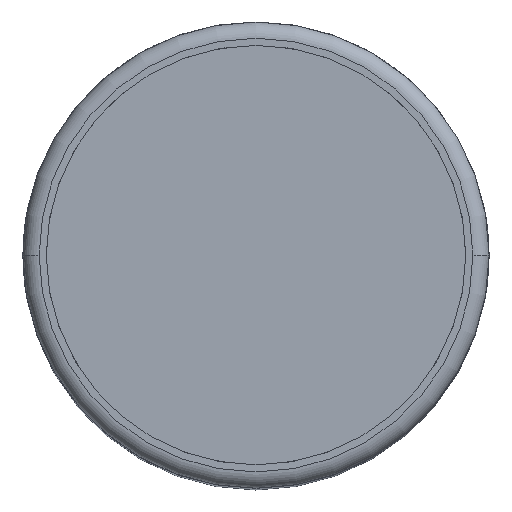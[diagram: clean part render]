
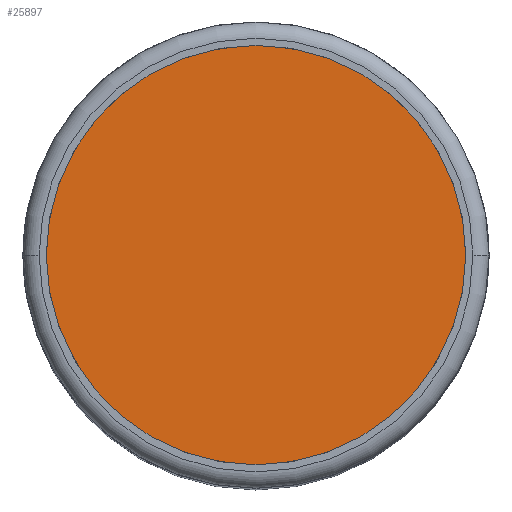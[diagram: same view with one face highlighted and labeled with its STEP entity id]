
A CAD part, top view. The second image highlights one B-rep face of the part: STEP entity #25897.
In plain terms, the highlighted planar face has unit normal (0, 0, 1).
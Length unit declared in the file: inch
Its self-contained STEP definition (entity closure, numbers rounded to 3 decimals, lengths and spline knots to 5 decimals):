
#24565=DIRECTION('',(0.866,0.5,0.));
#24566=VECTOR('',#24565,0.03971);
#24567=CARTESIAN_POINT('',(1.34687,1.64364,0.));
#24568=LINE('',#24567,#24566);
#24588=CARTESIAN_POINT('',(0.,0.00001,0.));
#24589=DIRECTION('',(0.,0.,1.));
#24590=DIRECTION('',(0.986,0.169,0.));
#24591=AXIS2_PLACEMENT_3D('',#24588,#24589,#24590);
#24599=DIRECTION('',(0.866,0.5,0.));
#24600=VECTOR('',#24599,0.03972);
#24601=CARTESIAN_POINT('',(2.09687,0.3446,0.));
#24602=LINE('',#24601,#24600);
#24603=CARTESIAN_POINT('',(0.,0.,0.));
#24604=DIRECTION('',(0.,0.,1.));
#24605=DIRECTION('',(1.,0.,0.));
#24606=AXIS2_PLACEMENT_3D('',#24603,#24604,#24605);
#24608=CARTESIAN_POINT('',(0.,0.,0.));
#24609=DIRECTION('',(0.,0.,1.));
#24610=DIRECTION('',(0.987,-0.162,0.));
#24611=AXIS2_PLACEMENT_3D('',#24608,#24609,#24610);
#24613=DIRECTION('',(0.866,-0.5,0.));
#24614=VECTOR('',#24613,0.03971);
#24615=CARTESIAN_POINT('',(1.34687,-1.64364,0.));
#24616=LINE('',#24615,#24614);
#24617=CARTESIAN_POINT('',(0.,0.,0.));
#24618=DIRECTION('',(0.,0.,1.));
#24619=DIRECTION('',(0.353,-0.936,0.));
#24620=AXIS2_PLACEMENT_3D('',#24617,#24618,#24619);
#24622=DIRECTION('',(0.,-1.,0.));
#24623=VECTOR('',#24622,0.03971);
#24624=CARTESIAN_POINT('',(-0.75,-1.98825,0.));
#24625=LINE('',#24624,#24623);
#24626=CARTESIAN_POINT('',(0.,0.,0.));
#24627=DIRECTION('',(0.,0.,1.));
#24628=DIRECTION('',(-0.634,-0.773,0.));
#24629=AXIS2_PLACEMENT_3D('',#24626,#24627,#24628);
#24631=DIRECTION('',(-0.866,-0.5,0.));
#24632=VECTOR('',#24631,0.03972);
#24633=CARTESIAN_POINT('',(-2.09687,-0.3446,0.));
#24634=LINE('',#24633,#24632);
#24635=CARTESIAN_POINT('',(0.,0.,0.));
#24636=DIRECTION('',(0.,0.,1.));
#24637=DIRECTION('',(-1.,0.,0.));
#24638=AXIS2_PLACEMENT_3D('',#24635,#24636,#24637);
#24640=CARTESIAN_POINT('',(0.,0.,0.));
#24641=DIRECTION('',(0.,0.,1.));
#24642=DIRECTION('',(-0.987,0.162,0.));
#24643=AXIS2_PLACEMENT_3D('',#24640,#24641,#24642);
#24645=DIRECTION('',(-0.866,0.5,0.));
#24646=VECTOR('',#24645,0.03971);
#24647=CARTESIAN_POINT('',(-1.34687,1.64364,0.));
#24648=LINE('',#24647,#24646);
#24649=CARTESIAN_POINT('',(0.,0.,0.));
#24650=DIRECTION('',(0.,0.,1.));
#24651=DIRECTION('',(-0.353,0.936,0.));
#24652=AXIS2_PLACEMENT_3D('',#24649,#24650,#24651);
#24654=DIRECTION('',(0.,1.,0.));
#24655=VECTOR('',#24654,0.03971);
#24656=CARTESIAN_POINT('',(0.75,1.98825,0.));
#24657=LINE('',#24656,#24655);
#24658=CARTESIAN_POINT('',(0.,0.,0.));
#24659=DIRECTION('',(0.,0.,1.));
#24660=DIRECTION('',(0.634,0.773,0.));
#24661=AXIS2_PLACEMENT_3D('',#24658,#24659,#24660);
#24721=DIRECTION('',(0.866,-0.5,0.));
#24722=VECTOR('',#24721,0.03971);
#24723=CARTESIAN_POINT('',(2.09687,-0.3446,0.));
#24724=LINE('',#24723,#24722);
#24744=CARTESIAN_POINT('',(-0.00001,0.,0.));
#24745=DIRECTION('',(0.,0.,1.));
#24746=DIRECTION('',(0.639,-0.769,0.));
#24747=AXIS2_PLACEMENT_3D('',#24744,#24745,#24746);
#24809=DIRECTION('',(-0.866,-0.5,0.));
#24810=VECTOR('',#24809,0.03971);
#24811=CARTESIAN_POINT('',(-1.34687,-1.64364,0.));
#24812=LINE('',#24811,#24810);
#24832=CARTESIAN_POINT('',(0.,-0.00001,0.));
#24833=DIRECTION('',(0.,0.,1.));
#24834=DIRECTION('',(-0.986,-0.169,0.));
#24835=AXIS2_PLACEMENT_3D('',#24832,#24833,#24834);
#24897=DIRECTION('',(0.,-1.,0.));
#24898=VECTOR('',#24897,0.03971);
#24899=CARTESIAN_POINT('',(0.75,-1.98825,0.));
#24900=LINE('',#24899,#24898);
#24920=CARTESIAN_POINT('',(0.,0.,0.));
#24921=DIRECTION('',(0.,0.,1.));
#24922=DIRECTION('',(-0.347,-0.938,0.));
#24923=AXIS2_PLACEMENT_3D('',#24920,#24921,#24922);
#24939=DIRECTION('',(-0.866,0.5,0.));
#24940=VECTOR('',#24939,0.03971);
#24941=CARTESIAN_POINT('',(-2.09687,0.3446,0.));
#24942=LINE('',#24941,#24940);
#24962=CARTESIAN_POINT('',(0.00001,0.,0.));
#24963=DIRECTION('',(0.,0.,1.));
#24964=DIRECTION('',(-0.639,0.769,0.));
#24965=AXIS2_PLACEMENT_3D('',#24962,#24963,#24964);
#25027=DIRECTION('',(0.,1.,0.));
#25028=VECTOR('',#25027,0.03971);
#25029=CARTESIAN_POINT('',(-0.75,1.98825,0.));
#25030=LINE('',#25029,#25028);
#25050=CARTESIAN_POINT('',(0.,0.,0.));
#25051=DIRECTION('',(0.,0.,1.));
#25052=DIRECTION('',(0.347,0.938,0.));
#25053=AXIS2_PLACEMENT_3D('',#25050,#25051,#25052);
#25184=CARTESIAN_POINT('',(2.125,0.,0.));
#25185=VERTEX_POINT('',#25184);
#25186=CARTESIAN_POINT('',(-2.125,0.,0.));
#25187=VERTEX_POINT('',#25186);
#25196=CARTESIAN_POINT('',(-0.75,1.98825,0.));
#25197=CARTESIAN_POINT('',(-1.34687,1.64364,0.));
#25198=VERTEX_POINT('',#25196);
#25199=VERTEX_POINT('',#25197);
#25200=CARTESIAN_POINT('',(-2.09687,0.3446,0.));
#25201=VERTEX_POINT('',#25200);
#25206=CARTESIAN_POINT('',(-2.09687,-0.3446,0.));
#25207=VERTEX_POINT('',#25206);
#25212=CARTESIAN_POINT('',(-1.34687,-1.64364,0.));
#25213=CARTESIAN_POINT('',(-0.75,-1.98825,0.));
#25214=VERTEX_POINT('',#25212);
#25215=VERTEX_POINT('',#25213);
#25220=CARTESIAN_POINT('',(0.75,-1.98825,0.));
#25221=CARTESIAN_POINT('',(1.34687,-1.64364,0.));
#25222=VERTEX_POINT('',#25220);
#25223=VERTEX_POINT('',#25221);
#25224=CARTESIAN_POINT('',(2.09687,-0.3446,0.));
#25225=VERTEX_POINT('',#25224);
#25230=CARTESIAN_POINT('',(2.09687,0.3446,0.));
#25231=VERTEX_POINT('',#25230);
#25232=CARTESIAN_POINT('',(1.34687,1.64364,0.));
#25233=CARTESIAN_POINT('',(0.75,1.98825,0.));
#25234=VERTEX_POINT('',#25232);
#25235=VERTEX_POINT('',#25233);
#25236=CARTESIAN_POINT('',(0.75,2.02796,
0.));
#25237=VERTEX_POINT('',#25236);
#25238=CARTESIAN_POINT('',(-0.75,2.02796,
0.));
#25239=VERTEX_POINT('',#25238);
#25246=CARTESIAN_POINT('',(-1.38126,1.6635,
0.));
#25247=VERTEX_POINT('',#25246);
#25248=CARTESIAN_POINT('',(-2.13127,0.36446,
0.));
#25249=VERTEX_POINT('',#25248);
#25250=CARTESIAN_POINT('',(-2.13127,-0.36446,
0.));
#25251=VERTEX_POINT('',#25250);
#25252=CARTESIAN_POINT('',(-1.38127,-1.6635,
0.));
#25253=VERTEX_POINT('',#25252);
#25254=CARTESIAN_POINT('',(-0.75,-2.02796,
0.));
#25255=VERTEX_POINT('',#25254);
#25256=CARTESIAN_POINT('',(0.75,-2.02796,
0.));
#25257=VERTEX_POINT('',#25256);
#25258=CARTESIAN_POINT('',(1.38126,-1.6635,
0.));
#25259=VERTEX_POINT('',#25258);
#25260=CARTESIAN_POINT('',(2.13127,-0.36446,
0.));
#25261=VERTEX_POINT('',#25260);
#25262=CARTESIAN_POINT('',(2.13127,0.36446,
0.));
#25263=VERTEX_POINT('',#25262);
#25264=CARTESIAN_POINT('',(1.38127,1.6635,
0.));
#25265=VERTEX_POINT('',#25264);
#25845=CARTESIAN_POINT('',(0.,0.,0.));
#25846=DIRECTION('',(0.,0.,1.));
#25847=DIRECTION('',(1.,0.,0.));
#25848=AXIS2_PLACEMENT_3D('',#25845,#25846,#25847);
#25849=PLANE('',#25848);
#25850=ORIENTED_EDGE('',*,*,#25839,.F.);
#25851=ORIENTED_EDGE('',*,*,#25793,.F.);
#25852=ORIENTED_EDGE('',*,*,#25760,.F.);
#25854=ORIENTED_EDGE('',*,*,#25853,.F.);
#25856=ORIENTED_EDGE('',*,*,#25855,.T.);
#25858=ORIENTED_EDGE('',*,*,#25857,.F.);
#25860=ORIENTED_EDGE('',*,*,#25859,.F.);
#25862=ORIENTED_EDGE('',*,*,#25861,.F.);
#25864=ORIENTED_EDGE('',*,*,#25863,.T.);
#25866=ORIENTED_EDGE('',*,*,#25865,.F.);
#25868=ORIENTED_EDGE('',*,*,#25867,.F.);
#25870=ORIENTED_EDGE('',*,*,#25869,.F.);
#25872=ORIENTED_EDGE('',*,*,#25871,.T.);
#25874=ORIENTED_EDGE('',*,*,#25873,.F.);
#25876=ORIENTED_EDGE('',*,*,#25875,.F.);
#25878=ORIENTED_EDGE('',*,*,#25877,.F.);
#25879=ORIENTED_EDGE('',*,*,#25753,.F.);
#25881=ORIENTED_EDGE('',*,*,#25880,.T.);
#25883=ORIENTED_EDGE('',*,*,#25882,.F.);
#25885=ORIENTED_EDGE('',*,*,#25884,.F.);
#25886=ORIENTED_EDGE('',*,*,#25745,.F.);
#25888=ORIENTED_EDGE('',*,*,#25887,.T.);
#25890=ORIENTED_EDGE('',*,*,#25889,.F.);
#25892=ORIENTED_EDGE('',*,*,#25891,.F.);
#25893=ORIENTED_EDGE('',*,*,#25737,.F.);
#25894=ORIENTED_EDGE('',*,*,#25823,.T.);
#25895=EDGE_LOOP('',(#25850,#25851,#25852,#25854,#25856,#25858,#25860,#25862,
#25864,#25866,#25868,#25870,#25872,#25874,#25876,#25878,#25879,#25881,#25883,
#25885,#25886,#25888,#25890,#25892,#25893,#25894));
#25896=FACE_OUTER_BOUND('',#25895,.F.);
#25897=ADVANCED_FACE('',(#25896),#25849,.T.);
#24592=CIRCLE('',#24591,2.1622);
#24607=CIRCLE('',#24606,2.125);
#24612=CIRCLE('',#24611,2.125);
#24621=CIRCLE('',#24620,2.125);
#24630=CIRCLE('',#24629,2.125);
#24639=CIRCLE('',#24638,2.125);
#24644=CIRCLE('',#24643,2.125);
#24653=CIRCLE('',#24652,2.125);
#24662=CIRCLE('',#24661,2.125);
#24748=CIRCLE('',#24747,2.16221);
#24836=CIRCLE('',#24835,2.1622);
#24924=CIRCLE('',#24923,2.1622);
#24966=CIRCLE('',#24965,2.16221);
#25054=CIRCLE('',#25053,2.1622);
#25737=EDGE_CURVE('',#25234,#25235,#24662,.T.);
#25745=EDGE_CURVE('',#25198,#25199,#24653,.T.);
#25753=EDGE_CURVE('',#25201,#25187,#24644,.T.);
#25760=EDGE_CURVE('',#25185,#25231,#24607,.T.);
#25793=EDGE_CURVE('',#25231,#25263,#24602,.T.);
#25823=EDGE_CURVE('',#25234,#25265,#24568,.T.);
#25839=EDGE_CURVE('',#25263,#25265,#24592,.T.);
#25853=EDGE_CURVE('',#25225,#25185,#24612,.T.);
#25855=EDGE_CURVE('',#25225,#25261,#24724,.T.);
#25857=EDGE_CURVE('',#25259,#25261,#24748,.T.);
#25859=EDGE_CURVE('',#25223,#25259,#24616,.T.);
#25861=EDGE_CURVE('',#25222,#25223,#24621,.T.);
#25863=EDGE_CURVE('',#25222,#25257,#24900,.T.);
#25865=EDGE_CURVE('',#25255,#25257,#24924,.T.);
#25867=EDGE_CURVE('',#25215,#25255,#24625,.T.);
#25869=EDGE_CURVE('',#25214,#25215,#24630,.T.);
#25871=EDGE_CURVE('',#25214,#25253,#24812,.T.);
#25873=EDGE_CURVE('',#25251,#25253,#24836,.T.);
#25875=EDGE_CURVE('',#25207,#25251,#24634,.T.);
#25877=EDGE_CURVE('',#25187,#25207,#24639,.T.);
#25880=EDGE_CURVE('',#25201,#25249,#24942,.T.);
#25882=EDGE_CURVE('',#25247,#25249,#24966,.T.);
#25884=EDGE_CURVE('',#25199,#25247,#24648,.T.);
#25887=EDGE_CURVE('',#25198,#25239,#25030,.T.);
#25889=EDGE_CURVE('',#25237,#25239,#25054,.T.);
#25891=EDGE_CURVE('',#25235,#25237,#24657,.T.);
